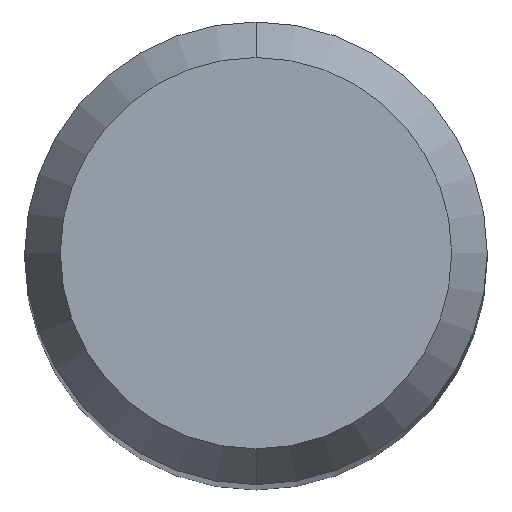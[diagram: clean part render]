
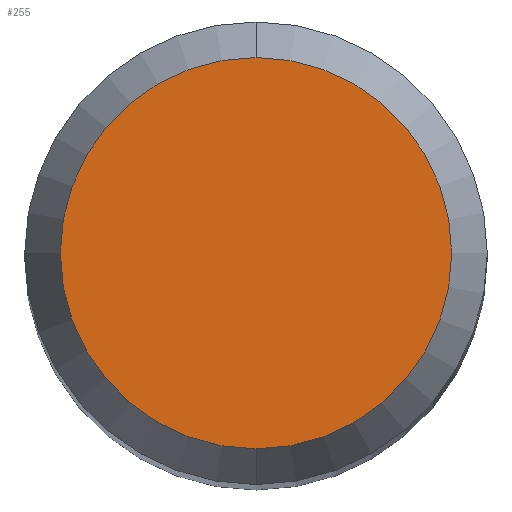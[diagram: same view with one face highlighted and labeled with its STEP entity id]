
A CAD part, top view. The second image highlights one B-rep face of the part: STEP entity #255.
In plain terms, the highlighted planar face has unit normal (0, 0, 1).
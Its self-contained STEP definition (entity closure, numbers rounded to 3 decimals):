
#229=VERTEX_POINT('',#526);
#255=ADVANCED_FACE('',(#556),#557,.T.);
#267=EDGE_CURVE('',#229,#305,#570,.T.);
#305=VERTEX_POINT('',#612);
#411=EDGE_CURVE('',#305,#229,#729,.T.);
#526=CARTESIAN_POINT('',(0.,-2.538,40.337));
#556=FACE_OUTER_BOUND('',#942,.T.);
#557=PLANE('',#943);
#570=CIRCLE('',#959,2.538);
#612=CARTESIAN_POINT('',(0.0,2.538,40.337));
#729=CIRCLE('',#1328,2.538);
#942=EDGE_LOOP('',(#1540,#1541));
#943=AXIS2_PLACEMENT_3D('',#1542,#1543,#1544);
#959=AXIS2_PLACEMENT_3D('',#1555,#1556,#1557);
#1328=AXIS2_PLACEMENT_3D('',#1722,#1723,#1724);
#1540=ORIENTED_EDGE('',*,*,#411,.F.);
#1541=ORIENTED_EDGE('',*,*,#267,.F.);
#1542=CARTESIAN_POINT('',(0.0,1.269,40.337));
#1543=DIRECTION('',(-0.0,0.0,1.0));
#1544=DIRECTION('',(0.0,-1.0,0.0));
#1555=CARTESIAN_POINT('',(0.0,0.0,40.337));
#1556=DIRECTION('',(0.0,0.0,-1.0));
#1557=DIRECTION('',(0.0,1.0,0.0));
#1722=CARTESIAN_POINT('',(0.0,0.0,40.337));
#1723=DIRECTION('',(0.0,0.0,-1.0));
#1724=DIRECTION('',(0.0,1.0,0.0));
